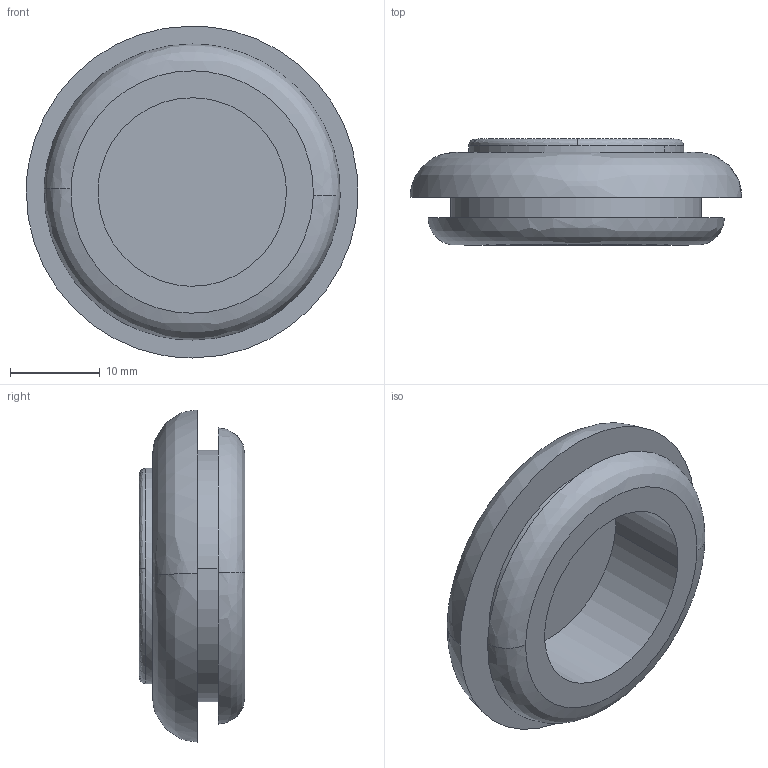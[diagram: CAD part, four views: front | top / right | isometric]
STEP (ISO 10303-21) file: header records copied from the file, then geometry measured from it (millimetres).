
FILE_DESCRIPTION((''),'2;1');
FILE_NAME('','2005-12-14T14:17:09',(''),(''),'','CADfix','');
FILE_SCHEMA(('AUTOMOTIVE_DESIGN'));
Length unit declared in the file: millimetre
Products named in the file (1): grommet
Bounding box: 36.95 x 11.8 x 37 mm (x, y, z)
Volume: 5341.1 mm3; surface area: 4141.2 mm2
Topology: 1 solids, 1 shells, 20 faces, 66 edges, 52 vertices
Faces by surface type: bspline 20
Entity records: 895 total; most frequent: CARTESIAN_POINT 541, ORIENTED_EDGE 132, EDGE_CURVE 66, VERTEX_POINT 52, EDGE_LOOP 24, FACE_OUTER_BOUND 20, ADVANCED_FACE 20, QUASI_UNIFORM_CURVE 8
